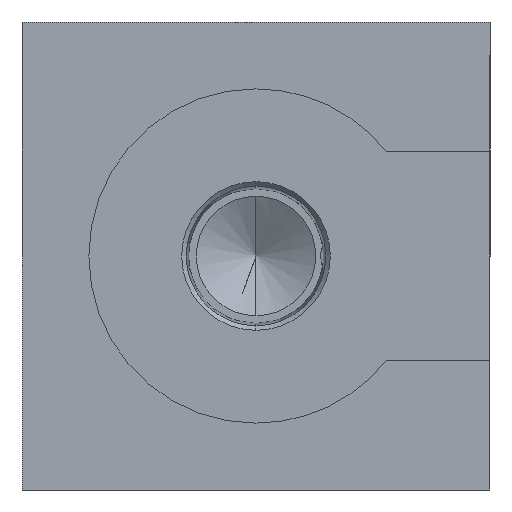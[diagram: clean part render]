
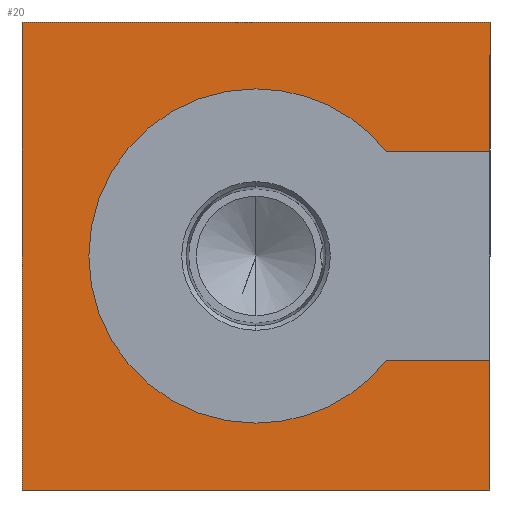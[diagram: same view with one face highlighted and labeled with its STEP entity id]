
A CAD part, front view. The second image highlights one B-rep face of the part: STEP entity #20.
In plain terms, the highlighted planar face has unit normal (0, -1, 0).
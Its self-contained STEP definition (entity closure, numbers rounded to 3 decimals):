
#1 = ORIENTED_EDGE ( 'NONE', *, *, #171, .F. ) ;
#5 = VERTEX_POINT ( 'NONE', #364 ) ;
#10 = ORIENTED_EDGE ( 'NONE', *, *, #240, .T. ) ;
#11 = ORIENTED_EDGE ( 'NONE', *, *, #328, .T. ) ;
#20 = ADVANCED_FACE ( 'NONE', ( #565 ), #559, .T. ) ;
#21 = ORIENTED_EDGE ( 'NONE', *, *, #324, .T. ) ;
#27 = ORIENTED_EDGE ( 'NONE', *, *, #172, .F. ) ;
#29 = ORIENTED_EDGE ( 'NONE', *, *, #31, .F. ) ;
#31 = EDGE_CURVE ( 'NONE', #5, #322, #365, .T. ) ;
#32 = ORIENTED_EDGE ( 'NONE', *, *, #320, .T. ) ;
#40 = EDGE_LOOP ( 'NONE', ( #11, #170, #10, #32, #21, #29, #27, #169, #157, #1 ) ) ;
#157 = ORIENTED_EDGE ( 'NONE', *, *, #258, .F. ) ;
#169 = ORIENTED_EDGE ( 'NONE', *, *, #264, .F. ) ;
#170 = ORIENTED_EDGE ( 'NONE', *, *, #304, .T. ) ;
#171 = EDGE_CURVE ( 'NONE', #175, #353, #835, .T. ) ;
#172 = EDGE_CURVE ( 'NONE', #255, #5, #973, .T. ) ;
#175 = VERTEX_POINT ( 'NONE', #963 ) ;
#240 = EDGE_CURVE ( 'NONE', #295, #296, #914, .T. ) ;
#255 = VERTEX_POINT ( 'NONE', #899 ) ;
#258 = EDGE_CURVE ( 'NONE', #353, #355, #900, .T. ) ;
#264 = EDGE_CURVE ( 'NONE', #355, #255, #1008, .T. ) ;
#295 = VERTEX_POINT ( 'NONE', #1070 ) ;
#296 = VERTEX_POINT ( 'NONE', #1063 ) ;
#304 = EDGE_CURVE ( 'NONE', #305, #295, #1068, .T. ) ;
#305 = VERTEX_POINT ( 'NONE', #1033 ) ;
#315 = VERTEX_POINT ( 'NONE', #1218 ) ;
#320 = EDGE_CURVE ( 'NONE', #296, #315, #1210, .T. ) ;
#322 = VERTEX_POINT ( 'NONE', #1152 ) ;
#324 = EDGE_CURVE ( 'NONE', #315, #322, #1151, .T. ) ;
#328 = EDGE_CURVE ( 'NONE', #175, #305, #1146, .T. ) ;
#353 = VERTEX_POINT ( 'NONE', #1075 ) ;
#355 = VERTEX_POINT ( 'NONE', #1061 ) ;
#364 = CARTESIAN_POINT ( 'NONE',  ( 15.612, 2.5, -12.5 ) ) ;
#365 = LINE ( 'NONE', #427, #431 ) ;
#367 = CARTESIAN_POINT ( 'NONE',  ( 0.327, 2.5, 0. ) ) ;
#427 = CARTESIAN_POINT ( 'NONE',  ( 15.612, 2.5, -12.5 ) ) ;
#430 = DIRECTION ( 'NONE',  ( 1., 0., 0. ) ) ;
#431 = VECTOR ( 'NONE', #430, 1000. ) ;
#437 = DIRECTION ( 'NONE',  ( 0., 0., -1. ) ) ;
#559 = PLANE ( 'NONE',  #572 ) ;
#565 = FACE_OUTER_BOUND ( 'NONE', #40, .T. ) ;
#572 = AXIS2_PLACEMENT_3D ( 'NONE', #367, #585, #437 ) ;
#585 = DIRECTION ( 'NONE',  ( 0., -1., 0. ) ) ;
#807 = AXIS2_PLACEMENT_3D ( 'NONE', #969, #965, #964 ) ;
#835 = LINE ( 'NONE', #875, #874 ) ;
#873 = DIRECTION ( 'NONE',  ( -1., 0., 0. ) ) ;
#874 = VECTOR ( 'NONE', #873, 1000. ) ;
#875 = CARTESIAN_POINT ( 'NONE',  ( 15.612, 2.5, 12.5 ) ) ;
#899 = CARTESIAN_POINT ( 'NONE',  ( 0., 2.5, -20. ) ) ;
#900 = CIRCLE ( 'NONE', #1013, 20. ) ;
#906 = DIRECTION ( 'NONE',  ( 0., 0., -1. ) ) ;
#908 = VECTOR ( 'NONE', #906, 1000. ) ;
#909 = CARTESIAN_POINT ( 'NONE',  ( -28., 2.5, 28. ) ) ;
#914 = LINE ( 'NONE', #909, #908 ) ;
#963 = CARTESIAN_POINT ( 'NONE',  ( 28., 2.5, 12.5 ) ) ;
#964 = DIRECTION ( 'NONE',  ( 0., 0., -1. ) ) ;
#965 = DIRECTION ( 'NONE',  ( 0., -1., 0. ) ) ;
#969 = CARTESIAN_POINT ( 'NONE',  ( 0., 2.5, 0. ) ) ;
#973 = CIRCLE ( 'NONE', #807, 20. ) ;
#995 = DIRECTION ( 'NONE',  ( 0., 0., -1. ) ) ;
#1004 = CARTESIAN_POINT ( 'NONE',  ( 0., 2.5, 0. ) ) ;
#1005 = DIRECTION ( 'NONE',  ( 0., 0., -1. ) ) ;
#1006 = DIRECTION ( 'NONE',  ( 0., -1., 0. ) ) ;
#1007 = CARTESIAN_POINT ( 'NONE',  ( 0., 2.5, 0. ) ) ;
#1008 = CIRCLE ( 'NONE', #1012, 20. ) ;
#1012 = AXIS2_PLACEMENT_3D ( 'NONE', #1004, #1015, #995 ) ;
#1013 = AXIS2_PLACEMENT_3D ( 'NONE', #1007, #1006, #1005 ) ;
#1015 = DIRECTION ( 'NONE',  ( 0., -1., 0. ) ) ;
#1033 = CARTESIAN_POINT ( 'NONE',  ( 28., 2.5, 28. ) ) ;
#1061 = CARTESIAN_POINT ( 'NONE',  ( 0., 2.5, 20. ) ) ;
#1063 = CARTESIAN_POINT ( 'NONE',  ( -28., 2.5, -28. ) ) ;
#1067 = CARTESIAN_POINT ( 'NONE',  ( -28., 2.5, 28. ) ) ;
#1068 = LINE ( 'NONE', #1067, #1227 ) ;
#1070 = CARTESIAN_POINT ( 'NONE',  ( -28., 2.5, 28. ) ) ;
#1075 = CARTESIAN_POINT ( 'NONE',  ( 15.612, 2.5, 12.5 ) ) ;
#1145 = CARTESIAN_POINT ( 'NONE',  ( 28., 2.5, 28. ) ) ;
#1146 = LINE ( 'NONE', #1145, #1177 ) ;
#1149 = VECTOR ( 'NONE', #1181, 1000. ) ;
#1150 = CARTESIAN_POINT ( 'NONE',  ( 28., 2.5, 28. ) ) ;
#1151 = LINE ( 'NONE', #1150, #1149 ) ;
#1152 = CARTESIAN_POINT ( 'NONE',  ( 28., 2.5, -12.5 ) ) ;
#1176 = DIRECTION ( 'NONE',  ( 0., 0., 1. ) ) ;
#1177 = VECTOR ( 'NONE', #1176, 1000. ) ;
#1181 = DIRECTION ( 'NONE',  ( 0., 0., 1. ) ) ;
#1202 = DIRECTION ( 'NONE',  ( 1., 0., 0. ) ) ;
#1203 = VECTOR ( 'NONE', #1202, 1000. ) ;
#1204 = CARTESIAN_POINT ( 'NONE',  ( -28., 2.5, -28. ) ) ;
#1210 = LINE ( 'NONE', #1204, #1203 ) ;
#1218 = CARTESIAN_POINT ( 'NONE',  ( 28., 2.5, -28. ) ) ;
#1226 = DIRECTION ( 'NONE',  ( -1., 0., 0. ) ) ;
#1227 = VECTOR ( 'NONE', #1226, 1000. ) ;
